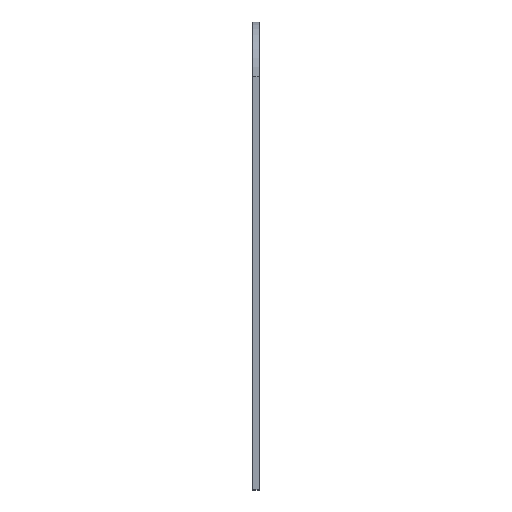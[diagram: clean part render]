
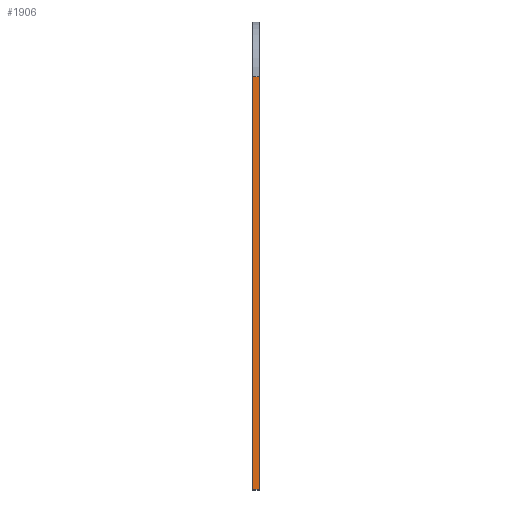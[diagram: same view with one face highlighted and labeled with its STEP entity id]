
A CAD part, top view. The second image highlights one B-rep face of the part: STEP entity #1906.
In plain terms, the highlighted planar face has unit normal (0, 0, 1).
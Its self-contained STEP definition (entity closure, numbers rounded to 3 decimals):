
#67=PLANE('',#2027);
#150=FACE_OUTER_BOUND('',#243,.T.);
#243=EDGE_LOOP('',(#1400,#1401,#1402,#1403));
#400=LINE('',#2733,#639);
#401=LINE('',#2736,#640);
#402=LINE('',#2738,#641);
#403=LINE('',#2739,#642);
#639=VECTOR('',#2232,10.);
#640=VECTOR('',#2235,10.);
#641=VECTOR('',#2236,10.);
#642=VECTOR('',#2237,10.);
#905=VERTEX_POINT('',#2726);
#908=VERTEX_POINT('',#2731);
#909=VERTEX_POINT('',#2735);
#910=VERTEX_POINT('',#2737);
#1108=EDGE_CURVE('',#908,#905,#400,.T.);
#1109=EDGE_CURVE('',#909,#908,#401,.T.);
#1110=EDGE_CURVE('',#910,#909,#402,.F.);
#1111=EDGE_CURVE('',#905,#910,#403,.F.);
#1400=ORIENTED_EDGE('',*,*,#1108,.F.);
#1401=ORIENTED_EDGE('',*,*,#1109,.F.);
#1402=ORIENTED_EDGE('',*,*,#1110,.F.);
#1403=ORIENTED_EDGE('',*,*,#1111,.F.);
#1906=ADVANCED_FACE('',(#150),#67,.T.);
#2027=AXIS2_PLACEMENT_3D('',#2734,#2233,#2234);
#2232=DIRECTION('',(1.,0.,0.));
#2233=DIRECTION('center_axis',(0.,0.,1.));
#2234=DIRECTION('ref_axis',(0.,1.,0.));
#2235=DIRECTION('',(0.,1.,0.));
#2236=DIRECTION('',(1.,0.,0.));
#2237=DIRECTION('',(0.,1.,0.));
#2726=CARTESIAN_POINT('',(80.,300.15,180.));
#2731=CARTESIAN_POINT('',(75.,300.15,180.));
#2733=CARTESIAN_POINT('',(80.,300.15,180.));
#2734=CARTESIAN_POINT('Origin',(80.,0.,180.));
#2735=CARTESIAN_POINT('',(75.,0.,180.));
#2736=CARTESIAN_POINT('',(75.,90.,180.));
#2737=CARTESIAN_POINT('',(80.,0.,180.));
#2738=CARTESIAN_POINT('',(80.,0.,180.));
#2739=CARTESIAN_POINT('',(80.,90.,180.));
